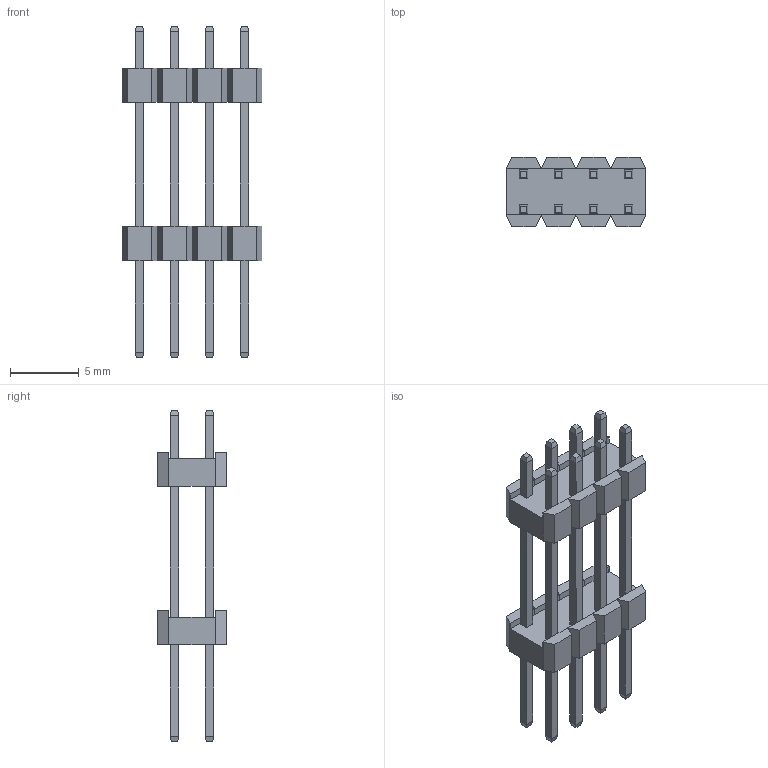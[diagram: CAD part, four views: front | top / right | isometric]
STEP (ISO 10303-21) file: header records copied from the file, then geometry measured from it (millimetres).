
FILE_DESCRIPTION (( 'STEP AP214' ), '1' );
FILE_NAME ('FPH25453-D08S1014230723B-REF.STEP', '2026-01-14T10:21:51', ( '' ), ( '' ), 'SwSTEP 2.0', 'SolidWorks 2021', '' );
FILE_SCHEMA (( 'AUTOMOTIVE_DESIGN' ));
Length unit declared in the file: millimetre
Products named in the file (1): FPH25453-D08S1014230723B-REF
Bounding box: 10.16 x 5 x 24 mm (x, y, z)
Volume: 272 mm3; surface area: 779.4 mm2
Topology: 1 solids, 1 shells, 240 faces, 596 edges, 376 vertices
Faces by surface type: plane 240
Entity records: 6950 total; most frequent: CARTESIAN_POINT 1213, ORIENTED_EDGE 1192, DIRECTION 1078, EDGE_CURVE 596, LINE 596, VECTOR 596, VERTEX_POINT 376, EDGE_LOOP 272
